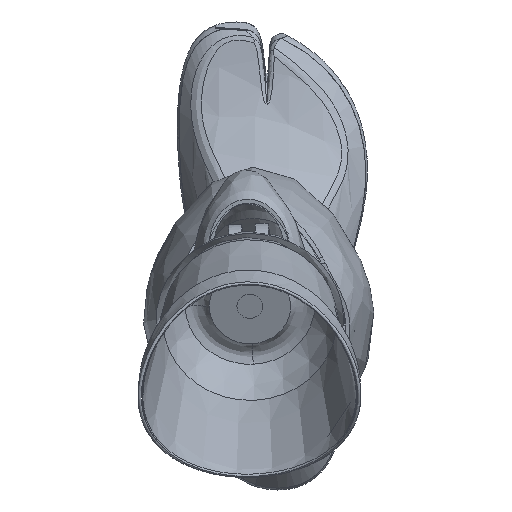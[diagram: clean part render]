
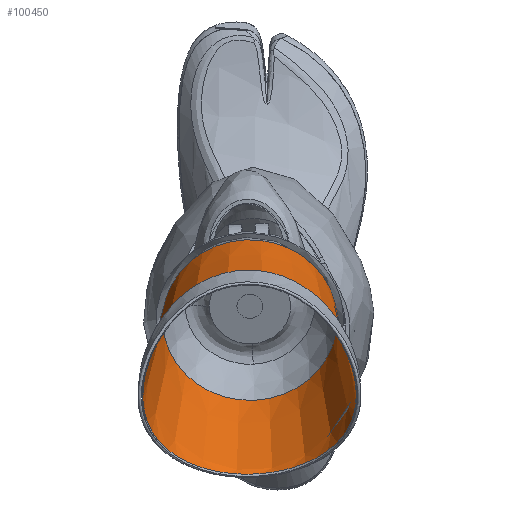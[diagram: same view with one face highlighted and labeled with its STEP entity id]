
A CAD part, top view. The second image highlights one B-rep face of the part: STEP entity #100450.
In plain terms, the highlighted conical face has half-angle 5.739 degrees and reference radius 58.52 mm.
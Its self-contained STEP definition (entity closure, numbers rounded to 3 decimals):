
#99725 = VERTEX_POINT('',#99726);
#99726 = CARTESIAN_POINT('',(-63.836,-57.471,
    680.413));
#99733 = EDGE_CURVE('',#99734,#99725,#99736,.T.);
#99734 = VERTEX_POINT('',#99735);
#99735 = CARTESIAN_POINT('',(43.151,-52.704,
    682.65));
#99736 = CIRCLE('',#99737,53.559);
#99737 = AXIS2_PLACEMENT_3D('',#99738,#99739,#99740);
#99738 = CARTESIAN_POINT('',(-10.343,-55.087,
    681.531));
#99739 = DIRECTION('',(0.002,0.391,-0.92
    ));
#99740 = DIRECTION('',(0.999,0.045,
    0.021));
#99742 = EDGE_CURVE('',#99725,#99734,#99743,.T.);
#99743 = CIRCLE('',#99744,53.559);
#99744 = AXIS2_PLACEMENT_3D('',#99745,#99746,#99747);
#99745 = CARTESIAN_POINT('',(-10.343,-55.087,
    681.531));
#99746 = DIRECTION('',(0.002,0.391,-0.92
    ));
#99747 = DIRECTION('',(0.999,0.045,
    0.021));
#99898 = VERTEX_POINT('',#99899);
#99899 = CARTESIAN_POINT('',(-76.002,-104.539,
    789.717));
#99906 = EDGE_CURVE('',#99907,#99898,#99909,.T.);
#99907 = VERTEX_POINT('',#99908);
#99908 = CARTESIAN_POINT('',(54.883,-98.709,
    792.454));
#99909 = B_SPLINE_CURVE_WITH_KNOTS('',3,(#99910,#99911,#99912,#99913,
    #99914,#99915,#99916,#99917,#99918,#99919,#99920,#99921,#99922,
    #99923,#99924,#99925),.UNSPECIFIED.,.F.,.F.,(4,1,1,1,1,1,1,1,1,1,1,1
    ,1,4),(-20.183,-19.222,-17.3,
    -16.339,-15.378,-13.456,-11.533,
    -9.611,-7.689,-5.767,-4.325,
    -2.883,-1.442,0.),.UNSPECIFIED.);
#99910 = CARTESIAN_POINT('',(54.883,-98.709,
    792.454));
#99911 = CARTESIAN_POINT('',(55.046,-101.761,
    791.158));
#99912 = CARTESIAN_POINT('',(54.695,-110.658,
    786.556));
#99913 = CARTESIAN_POINT('',(51.051,-120.718,
    778.306));
#99914 = CARTESIAN_POINT('',(44.982,-128.924,
    769.751));
#99915 = CARTESIAN_POINT('',(37.445,-136.069,
    761.388));
#99916 = CARTESIAN_POINT('',(25.476,-143.142,
    751.999));
#99917 = CARTESIAN_POINT('',(7.592,-148.603,
    744.432));
#99918 = CARTESIAN_POINT('',(-12.455,-150.475,
    742.438));
#99919 = CARTESIAN_POINT('',(-32.121,-148.466,
    746.601));
#99920 = CARTESIAN_POINT('',(-47.863,-143.39,
    754.825));
#99921 = CARTESIAN_POINT('',(-59.656,-136.414,
    764.379));
#99922 = CARTESIAN_POINT('',(-68.096,-128.2,
    773.735));
#99923 = CARTESIAN_POINT('',(-73.994,-117.739,
    782.851));
#99924 = CARTESIAN_POINT('',(-75.758,-109.115,
    787.774));
#99925 = CARTESIAN_POINT('',(-76.002,-104.539,
    789.717));
#99927 = EDGE_CURVE('',#99898,#99907,#99928,.T.);
#99928 = B_SPLINE_CURVE_WITH_KNOTS('',3,(#99929,#99930,#99931,#99932,
    #99933,#99934,#99935,#99936,#99937,#99938,#99939,#99940,#99941,
    #99942,#99943,#99944,#99945,#99946,#99947,#99948,#99949,#99950,
    #99951,#99952,#99953,#99954,#99955,#99956,#99957,#99958,#99959,
    #99960,#99961,#99962,#99963,#99964,#99965),.UNSPECIFIED.,.F.,.F.,(4,
    3,3,3,3,3,3,3,3,3,3,3,4),(-40.367,-38.925,
    -37.484,-36.042,-34.6,-32.678,
    -30.756,-28.834,-26.911,-24.989,
    -23.067,-21.145,-20.183),.UNSPECIFIED.);
#99929 = CARTESIAN_POINT('',(-76.002,-104.539,
    789.717));
#99930 = CARTESIAN_POINT('',(-76.247,-99.964,
    791.66));
#99931 = CARTESIAN_POINT('',(-75.853,-95.14,
    793.078));
#99932 = CARTESIAN_POINT('',(-74.894,-90.346,
    794.02));
#99933 = CARTESIAN_POINT('',(-73.935,-85.551,
    794.962));
#99934 = CARTESIAN_POINT('',(-72.409,-80.785,
    795.429));
#99935 = CARTESIAN_POINT('',(-70.43,-76.21,
    795.614));
#99936 = CARTESIAN_POINT('',(-68.452,-71.636,
    795.8));
#99937 = CARTESIAN_POINT('',(-66.019,-67.254,
    795.705));
#99938 = CARTESIAN_POINT('',(-63.192,-63.152,
    795.481));
#99939 = CARTESIAN_POINT('',(-60.364,-59.049,
    795.256));
#99940 = CARTESIAN_POINT('',(-57.142,-55.228,
    794.902));
#99941 = CARTESIAN_POINT('',(-53.561,-51.778,
    794.528));
#99942 = CARTESIAN_POINT('',(-48.786,-47.178,
    794.029));
#99943 = CARTESIAN_POINT('',(-43.372,-43.239,
    793.493));
#99944 = CARTESIAN_POINT('',(-37.459,-40.245,
    793.11));
#99945 = CARTESIAN_POINT('',(-31.546,-37.251,
    792.727));
#99946 = CARTESIAN_POINT('',(-25.134,-35.202,
    792.496));
#99947 = CARTESIAN_POINT('',(-18.563,-34.329,
    792.515));
#99948 = CARTESIAN_POINT('',(-11.992,-33.456,
    792.533));
#99949 = CARTESIAN_POINT('',(-5.263,-33.76,
    792.802));
#99950 = CARTESIAN_POINT('',(1.2,-35.175,
    793.275));
#99951 = CARTESIAN_POINT('',(7.662,-36.591,
    793.749));
#99952 = CARTESIAN_POINT('',(13.858,-39.119,
    794.427));
#99953 = CARTESIAN_POINT('',(19.537,-42.493,
    795.145));
#99954 = CARTESIAN_POINT('',(25.217,-45.867,
    795.864));
#99955 = CARTESIAN_POINT('',(30.379,-50.086,
    796.623));
#99956 = CARTESIAN_POINT('',(34.924,-54.907,
    797.205));
#99957 = CARTESIAN_POINT('',(39.468,-59.727,
    797.787));
#99958 = CARTESIAN_POINT('',(43.394,-65.15,
    798.193));
#99959 = CARTESIAN_POINT('',(46.572,-70.994,
    798.062));
#99960 = CARTESIAN_POINT('',(49.749,-76.839,
    797.93));
#99961 = CARTESIAN_POINT('',(52.177,-83.105,
    797.262));
#99962 = CARTESIAN_POINT('',(53.577,-89.38,
    795.627));
#99963 = CARTESIAN_POINT('',(54.277,-92.517,
    794.81));
#99964 = CARTESIAN_POINT('',(54.72,-95.657,
    793.751));
#99965 = CARTESIAN_POINT('',(54.883,-98.709,
    792.454));
#100450 = ADVANCED_FACE('',(#100451),#100464,.F.);
#100451 = FACE_BOUND('',#100452,.F.);
#100452 = EDGE_LOOP('',(#100453,#100454,#100460,#100461,#100462,#100463)
  );
#100453 = ORIENTED_EDGE('',*,*,#99733,.F.);
#100454 = ORIENTED_EDGE('',*,*,#100455,.T.);
#100455 = EDGE_CURVE('',#99734,#99907,#100456,.T.);
#100456 = LINE('',#100457,#100458);
#100457 = CARTESIAN_POINT('',(48.016,-71.783,
    728.19));
#100458 = VECTOR('',#100459,1.);
#100459 = DIRECTION('',(0.098,-0.385,0.918
    ));
#100460 = ORIENTED_EDGE('',*,*,#99906,.T.);
#100461 = ORIENTED_EDGE('',*,*,#99927,.T.);
#100462 = ORIENTED_EDGE('',*,*,#100455,.F.);
#100463 = ORIENTED_EDGE('',*,*,#99742,.F.);
#100464 = CONICAL_SURFACE('',#100465,58.52,0.1);
#100465 = AXIS2_PLACEMENT_3D('',#100466,#100467,#100468);
#100466 = CARTESIAN_POINT('',(-10.433,-74.388,
    726.967));
#100467 = DIRECTION('',(-0.002,-0.391,
    0.92));
#100468 = DIRECTION('',(-0.999,-0.045,
    -0.021));
